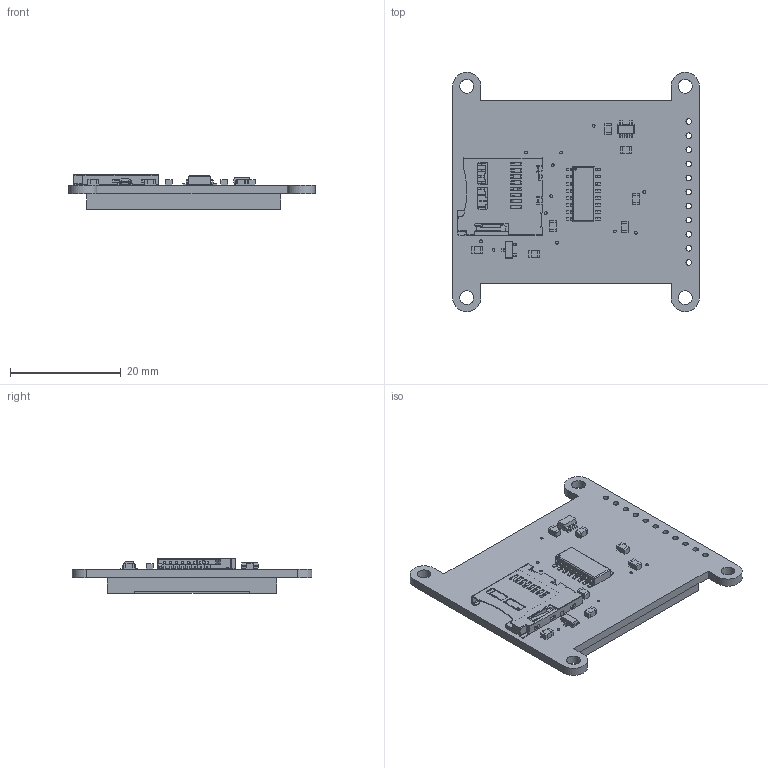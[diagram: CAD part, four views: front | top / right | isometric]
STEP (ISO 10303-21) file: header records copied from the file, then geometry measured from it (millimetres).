
FILE_DESCRIPTION(/* description */ (''),/* implementation_level */ '2;1');
FILE_NAME(/* name */ 'TFT144 rev C v2.step',/* time_stamp */ '2021-06-23T08:45:49-04:00',/* author */ (''),/* organization */ (''),/* preprocessor_version */ 'ST-DEVELOPER v18.1',/* originating_system */ 'Autodesk Translation Framework v10.9.0.1377',/* authorisation */ '');
FILE_SCHEMA (('AUTOMOTIVE_DESIGN { 1 0 10303 214 3 1 1 }'));
Length unit declared in the file: millimetre
Products named in the file (9): TFT144 rev C; PCB Component; Board; 4050D; MICROSD; mic5225-3.3; 10K; DISP_LCD_ST7735_1.44IN; BSS138
Assembly tree (14 placements, depth 3):
  TFT144 rev C
    PCB Component
      Board
      4050D
      MICROSD
      mic5225-3.3
      10K  x7
      DISP_LCD_ST7735_1.44IN
      BSS138
Bounding box: 44.45 x 43.18 x 6.25 mm (x, y, z)
Volume: 5506.4 mm3; surface area: 7156.4 mm2
Topology: 13 solids, 13 shells, 1159 faces, 3243 edges, 2141 vertices
Faces by surface type: plane 845, cylinder 314
Full cylindrical faces by diameter (mm): 0.3 x1, 0.5 x22, 1 x11, 2.5 x4
Entity records: 36185 total; most frequent: CARTESIAN_POINT 6122, ORIENTED_EDGE 6054, DIRECTION 5854, EDGE_CURVE 3027, LINE 2396, VECTOR 2396, VERTEX_POINT 1997, AXIS2_PLACEMENT_3D 1729
